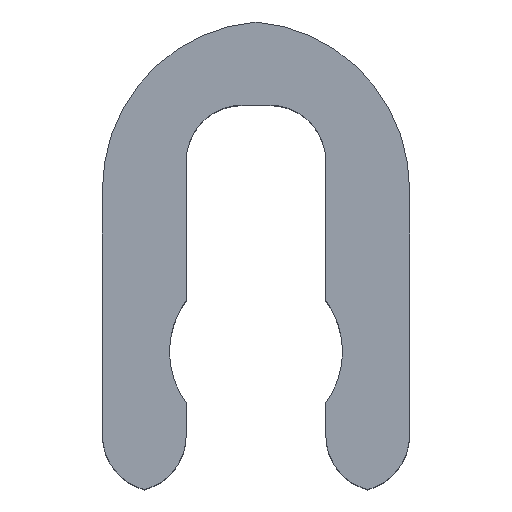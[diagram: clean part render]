
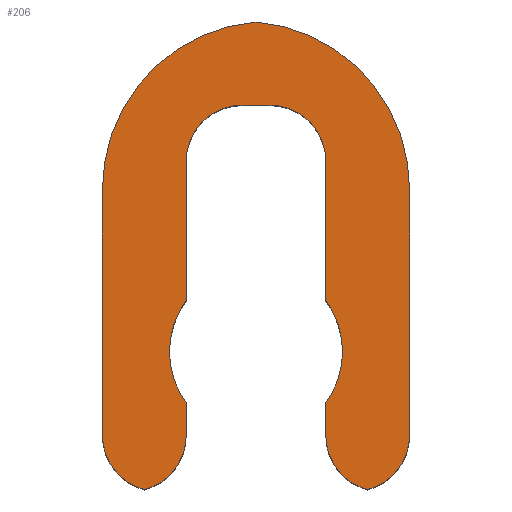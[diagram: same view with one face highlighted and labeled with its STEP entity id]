
A CAD part, top view. The second image highlights one B-rep face of the part: STEP entity #206.
In plain terms, the highlighted planar face has unit normal (0, 0, 1).
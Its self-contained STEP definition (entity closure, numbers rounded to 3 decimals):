
#4 = CARTESIAN_POINT ( 'NONE',  ( -24.171, 1.485, 10. ) ) ;
#7 = ORIENTED_EDGE ( 'NONE', *, *, #253, .F. ) ;
#9 = CARTESIAN_POINT ( 'NONE',  ( -28.171, -7.348, 10. ) ) ;
#12 = DIRECTION ( 'NONE',  ( 0., -1., 0. ) ) ;
#16 = DIRECTION ( 'NONE',  ( 1., 0., 0. ) ) ;
#20 = VERTEX_POINT ( 'NONE', #526 ) ;
#26 = ORIENTED_EDGE ( 'NONE', *, *, #288, .T. ) ;
#28 = ORIENTED_EDGE ( 'NONE', *, *, #673, .T. ) ;
#30 = DIRECTION ( 'NONE',  ( 0., 0., -1. ) ) ;
#33 = LINE ( 'NONE', #652, #394 ) ;
#34 = VERTEX_POINT ( 'NONE', #679 ) ;
#36 = EDGE_CURVE ( 'NONE', #543, #677, #411, .T. ) ;
#37 = LINE ( 'NONE', #151, #666 ) ;
#40 = LINE ( 'NONE', #655, #95 ) ;
#41 = VERTEX_POINT ( 'NONE', #316 ) ;
#62 = DIRECTION ( 'NONE',  ( 1., 0., 0. ) ) ;
#63 = DIRECTION ( 'NONE',  ( 1., 0., 0. ) ) ;
#69 = EDGE_CURVE ( 'NONE', #34, #406, #319, .T. ) ;
#68 = CARTESIAN_POINT ( 'NONE',  ( -29.171, -7.348, 10. ) ) ;
#76 = ORIENTED_EDGE ( 'NONE', *, *, #36, .T. ) ;
#78 = DIRECTION ( 'NONE',  ( 1., 0., 0. ) ) ;
#79 = CARTESIAN_POINT ( 'NONE',  ( -25.171, 4.485, 10. ) ) ;
#83 = CARTESIAN_POINT ( 'NONE',  ( -22.171, -2.515, 10. ) ) ;
#92 = EDGE_CURVE ( 'NONE', #576, #677, #33, .T. ) ;
#95 = VECTOR ( 'NONE', #549, 1000. ) ;
#97 = CARTESIAN_POINT ( 'NONE',  ( -21.171, -7.348, 10. ) ) ;
#100 = CARTESIAN_POINT ( 'NONE',  ( -22.171, 0., 10. ) ) ;
#111 = CARTESIAN_POINT ( 'NONE',  ( -27.171, 2.485, 10. ) ) ;
#117 = CARTESIAN_POINT ( 'NONE',  ( -22.171, 2.485, 10. ) ) ;
#119 = DIRECTION ( 'NONE',  ( 1., 0., 0. ) ) ;
#123 = AXIS2_PLACEMENT_3D ( 'NONE', #9, #223, #278 ) ;
#126 = VERTEX_POINT ( 'NONE', #117 ) ;
#130 = ORIENTED_EDGE ( 'NONE', *, *, #92, .F. ) ;
#140 = EDGE_CURVE ( 'NONE', #568, #404, #681, .T. ) ;
#142 = VERTEX_POINT ( 'NONE', #111 ) ;
#151 = CARTESIAN_POINT ( 'NONE',  ( -27.171, 0., 10. ) ) ;
#161 = EDGE_CURVE ( 'NONE', #20, #41, #544, .T. ) ;
#165 = AXIS2_PLACEMENT_3D ( 'NONE', #409, #563, #245 ) ;
#168 = CIRCLE ( 'NONE', #165, 3.1 ) ;
#176 = EDGE_CURVE ( 'NONE', #41, #361, #312, .T. ) ;
#182 = ORIENTED_EDGE ( 'NONE', *, *, #414, .F. ) ;
#184 = DIRECTION ( 'NONE',  ( 0., 0., 1. ) ) ;
#187 = DIRECTION ( 'NONE',  ( 1., 0., 0. ) ) ;
#188 = VECTOR ( 'NONE', #615, 1000. ) ;
#198 = EDGE_CURVE ( 'NONE', #406, #20, #477, .T. ) ;
#201 = AXIS2_PLACEMENT_3D ( 'NONE', #513, #184, #512 ) ;
#204 = CIRCLE ( 'NONE', #410, 2. ) ;
#206 = ADVANCED_FACE ( 'NONE', ( #320 ), #505, .T. ) ;
#223 = DIRECTION ( 'NONE',  ( 0., 0., 1. ) ) ;
#224 = CIRCLE ( 'NONE', #277, 6. ) ;
#225 = DIRECTION ( 'NONE',  ( 0., -1., 0. ) ) ;
#239 = EDGE_CURVE ( 'NONE', #529, #126, #40, .T. ) ;
#240 = CARTESIAN_POINT ( 'NONE',  ( -20.171, -7.348, 10. ) ) ;
#241 = AXIS2_PLACEMENT_3D ( 'NONE', #324, #374, #595 ) ;
#243 = CIRCLE ( 'NONE', #345, 3.1 ) ;
#244 = ORIENTED_EDGE ( 'NONE', *, *, #393, .F. ) ;
#245 = DIRECTION ( 'NONE',  ( 1., 0., 0. ) ) ;
#253 = EDGE_CURVE ( 'NONE', #568, #529, #243, .T. ) ;
#257 = ORIENTED_EDGE ( 'NONE', *, *, #69, .T. ) ;
#265 = AXIS2_PLACEMENT_3D ( 'NONE', #507, #385, #63 ) ;
#277 = AXIS2_PLACEMENT_3D ( 'NONE', #616, #403, #187 ) ;
#278 = DIRECTION ( 'NONE',  ( 1., 0., 0. ) ) ;
#284 = EDGE_LOOP ( 'NONE', ( #26, #76, #130, #375, #257, #612, #458, #349, #182, #244, #355, #474, #510, #675, #28, #427, #7, #670 ) ) ;
#288 = EDGE_CURVE ( 'NONE', #404, #543, #632, .T. ) ;
#299 = CARTESIAN_POINT ( 'NONE',  ( -22.171, -7.348, 10. ) ) ;
#305 = CARTESIAN_POINT ( 'NONE',  ( -22.171, -6.181, 10. ) ) ;
#307 = CIRCLE ( 'NONE', #241, 2. ) ;
#312 = CIRCLE ( 'NONE', #624, 2. ) ;
#316 = CARTESIAN_POINT ( 'NONE',  ( -28.671, -9.284, 10. ) ) ;
#319 = CIRCLE ( 'NONE', #521, 6. ) ;
#320 = FACE_OUTER_BOUND ( 'NONE', #284, .T. ) ;
#322 = DIRECTION ( 'NONE',  ( 1., 0., 0. ) ) ;
#324 = CARTESIAN_POINT ( 'NONE',  ( -24.171, 2.485, 10. ) ) ;
#327 = EDGE_CURVE ( 'NONE', #142, #412, #204, .T. ) ;
#330 = AXIS2_PLACEMENT_3D ( 'NONE', #97, #678, #322 ) ;
#334 = CARTESIAN_POINT ( 'NONE',  ( -19.171, -7.348, 10. ) ) ;
#338 = CARTESIAN_POINT ( 'NONE',  ( -30.171, 0., 10. ) ) ;
#339 = VECTOR ( 'NONE', #646, 1000. ) ;
#341 = VERTEX_POINT ( 'NONE', #562 ) ;
#342 = DIRECTION ( 'NONE',  ( 0., 0., 1. ) ) ;
#345 = AXIS2_PLACEMENT_3D ( 'NONE', #656, #342, #16 ) ;
#349 = ORIENTED_EDGE ( 'NONE', *, *, #176, .T. ) ;
#351 = EDGE_CURVE ( 'NONE', #576, #34, #224, .T. ) ;
#355 = ORIENTED_EDGE ( 'NONE', *, *, #381, .F. ) ;
#358 = EDGE_CURVE ( 'NONE', #412, #341, #560, .T. ) ;
#361 = VERTEX_POINT ( 'NONE', #407 ) ;
#367 = CARTESIAN_POINT ( 'NONE',  ( -20.671, -9.284, 10. ) ) ;
#374 = DIRECTION ( 'NONE',  ( 0., 0., -1. ) ) ;
#375 = ORIENTED_EDGE ( 'NONE', *, *, #351, .T. ) ;
#381 = EDGE_CURVE ( 'NONE', #520, #457, #564, .T. ) ;
#385 = DIRECTION ( 'NONE',  ( 0., 0., 1. ) ) ;
#393 = EDGE_CURVE ( 'NONE', #457, #573, #168, .T. ) ;
#394 = VECTOR ( 'NONE', #12, 1000. ) ;
#400 = DIRECTION ( 'NONE',  ( 0., -1., 0. ) ) ;
#403 = DIRECTION ( 'NONE',  ( 0., 0., 1. ) ) ;
#404 = VERTEX_POINT ( 'NONE', #299 ) ;
#406 = VERTEX_POINT ( 'NONE', #665 ) ;
#407 = CARTESIAN_POINT ( 'NONE',  ( -27.171, -7.348, 10. ) ) ;
#409 = CARTESIAN_POINT ( 'NONE',  ( -24.671, -4.348, 10. ) ) ;
#410 = AXIS2_PLACEMENT_3D ( 'NONE', #660, #30, #558 ) ;
#411 = CIRCLE ( 'NONE', #330, 2. ) ;
#412 = VERTEX_POINT ( 'NONE', #79 ) ;
#414 = EDGE_CURVE ( 'NONE', #573, #361, #635, .T. ) ;
#427 = ORIENTED_EDGE ( 'NONE', *, *, #239, .F. ) ;
#436 = CARTESIAN_POINT ( 'NONE',  ( -19.171, 1.485, 10. ) ) ;
#455 = VECTOR ( 'NONE', #400, 1000. ) ;
#457 = VERTEX_POINT ( 'NONE', #466 ) ;
#458 = ORIENTED_EDGE ( 'NONE', *, *, #161, .T. ) ;
#465 = AXIS2_PLACEMENT_3D ( 'NONE', #240, #659, #78 ) ;
#466 = CARTESIAN_POINT ( 'NONE',  ( -27.771, -4.348, 10. ) ) ;
#474 = ORIENTED_EDGE ( 'NONE', *, *, #644, .T. ) ;
#477 = LINE ( 'NONE', #338, #627 ) ;
#494 = DIRECTION ( 'NONE',  ( 0., 0., 1. ) ) ;
#496 = DIRECTION ( 'NONE',  ( 0., 1., 0. ) ) ;
#502 = DIRECTION ( 'NONE',  ( 0., 0., 1. ) ) ;
#505 = PLANE ( 'NONE',  #265 ) ;
#507 = CARTESIAN_POINT ( 'NONE',  ( 0., 0., 10. ) ) ;
#510 = ORIENTED_EDGE ( 'NONE', *, *, #327, .T. ) ;
#512 = DIRECTION ( 'NONE',  ( 1., 0., 0. ) ) ;
#513 = CARTESIAN_POINT ( 'NONE',  ( -24.671, -4.348, 10. ) ) ;
#520 = VERTEX_POINT ( 'NONE', #623 ) ;
#521 = AXIS2_PLACEMENT_3D ( 'NONE', #4, #494, #62 ) ;
#526 = CARTESIAN_POINT ( 'NONE',  ( -30.171, -7.348, 10. ) ) ;
#529 = VERTEX_POINT ( 'NONE', #83 ) ;
#543 = VERTEX_POINT ( 'NONE', #367 ) ;
#544 = CIRCLE ( 'NONE', #123, 2. ) ;
#549 = DIRECTION ( 'NONE',  ( 0., 1., 0. ) ) ;
#557 = CARTESIAN_POINT ( 'NONE',  ( -27.171, 0., 10. ) ) ;
#558 = DIRECTION ( 'NONE',  ( 1., 0., 0. ) ) ;
#560 = LINE ( 'NONE', #663, #188 ) ;
#562 = CARTESIAN_POINT ( 'NONE',  ( -24.171, 4.485, 10. ) ) ;
#563 = DIRECTION ( 'NONE',  ( 0., 0., 1. ) ) ;
#564 = CIRCLE ( 'NONE', #201, 3.1 ) ;
#568 = VERTEX_POINT ( 'NONE', #305 ) ;
#573 = VERTEX_POINT ( 'NONE', #648 ) ;
#576 = VERTEX_POINT ( 'NONE', #436 ) ;
#595 = DIRECTION ( 'NONE',  ( 1., 0., 0. ) ) ;
#612 = ORIENTED_EDGE ( 'NONE', *, *, #198, .T. ) ;
#615 = DIRECTION ( 'NONE',  ( 1., 0., 0. ) ) ;
#616 = CARTESIAN_POINT ( 'NONE',  ( -25.171, 1.485, 10. ) ) ;
#623 = CARTESIAN_POINT ( 'NONE',  ( -27.171, -2.515, 10. ) ) ;
#624 = AXIS2_PLACEMENT_3D ( 'NONE', #68, #502, #119 ) ;
#627 = VECTOR ( 'NONE', #225, 1000. ) ;
#632 = CIRCLE ( 'NONE', #465, 2. ) ;
#635 = LINE ( 'NONE', #557, #455 ) ;
#644 = EDGE_CURVE ( 'NONE', #520, #142, #37, .T. ) ;
#646 = DIRECTION ( 'NONE',  ( 0., -1., 0. ) ) ;
#648 = CARTESIAN_POINT ( 'NONE',  ( -27.171, -6.181, 10. ) ) ;
#652 = CARTESIAN_POINT ( 'NONE',  ( -19.171, 0., 10. ) ) ;
#655 = CARTESIAN_POINT ( 'NONE',  ( -22.171, 0., 10. ) ) ;
#656 = CARTESIAN_POINT ( 'NONE',  ( -24.671, -4.348, 10. ) ) ;
#659 = DIRECTION ( 'NONE',  ( 0., 0., 1. ) ) ;
#660 = CARTESIAN_POINT ( 'NONE',  ( -25.171, 2.485, 10. ) ) ;
#663 = CARTESIAN_POINT ( 'NONE',  ( 0., 4.485, 10. ) ) ;
#665 = CARTESIAN_POINT ( 'NONE',  ( -30.171, 1.485, 10. ) ) ;
#666 = VECTOR ( 'NONE', #496, 1000. ) ;
#670 = ORIENTED_EDGE ( 'NONE', *, *, #140, .T. ) ;
#673 = EDGE_CURVE ( 'NONE', #341, #126, #307, .T. ) ;
#675 = ORIENTED_EDGE ( 'NONE', *, *, #358, .T. ) ;
#677 = VERTEX_POINT ( 'NONE', #334 ) ;
#678 = DIRECTION ( 'NONE',  ( 0., 0., 1. ) ) ;
#679 = CARTESIAN_POINT ( 'NONE',  ( -24.671, 7.464, 10. ) ) ;
#681 = LINE ( 'NONE', #100, #339 ) ;
